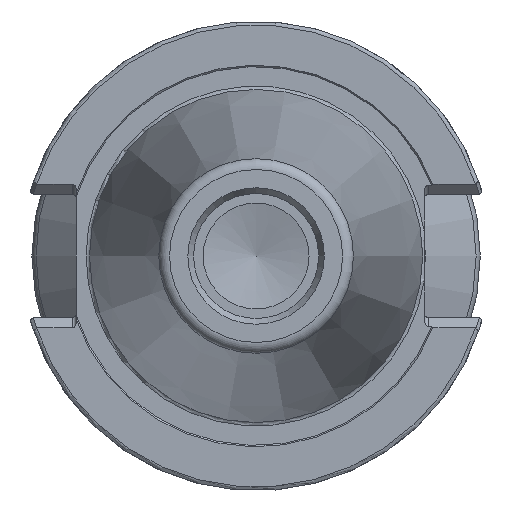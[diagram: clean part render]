
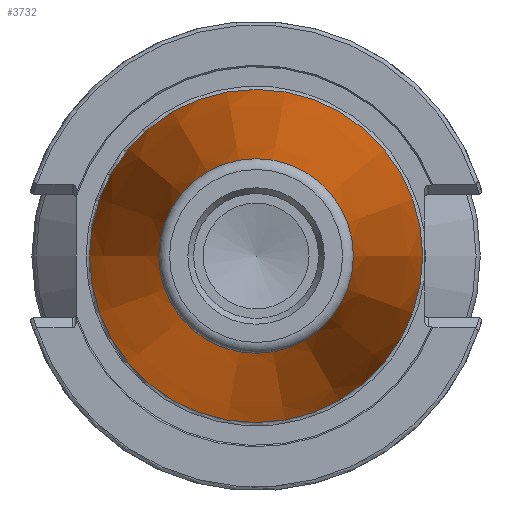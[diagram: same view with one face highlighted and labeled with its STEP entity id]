
A CAD part, left-side view. The second image highlights one B-rep face of the part: STEP entity #3732.
In plain terms, the highlighted conical face has half-angle 8.297 degrees and reference radius 34.925 mm.
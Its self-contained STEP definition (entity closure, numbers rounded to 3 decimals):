
#431 = FACE_OUTER_BOUND ( 'NONE', #3410, .T. ) ;
#483 = EDGE_LOOP ( 'NONE', ( #2338 ) ) ;
#659 = DIRECTION ( 'NONE',  ( 0., 1., 0. ) ) ;
#714 = AXIS2_PLACEMENT_3D ( 'NONE', #3039, #1807, #3338 ) ;
#1074 = CIRCLE ( 'NONE', #3473, 20.395 ) ;
#1149 = EDGE_CURVE ( 'NONE', #1408, #1408, #3211, .T. ) ;
#1272 = DIRECTION ( 'NONE',  ( 1., 0., 0. ) ) ;
#1334 = EDGE_CURVE ( 'NONE', #2111, #2111, #1074, .T. ) ;
#1358 = CONICAL_SURFACE ( 'NONE', #2275, 34.925, 0.145 ) ;
#1408 = VERTEX_POINT ( 'NONE', #2045 ) ;
#1616 = DIRECTION ( 'NONE',  ( 0., 1., 0. ) ) ;
#1724 = CARTESIAN_POINT ( 'NONE',  ( 1.968, 20.395, 0. ) ) ;
#1807 = DIRECTION ( 'NONE',  ( 1., 0., 0. ) ) ;
#2026 = FACE_BOUND ( 'NONE', #483, .T. ) ;
#2045 = CARTESIAN_POINT ( 'NONE',  ( 101.6, 34.925, 0. ) ) ;
#2111 = VERTEX_POINT ( 'NONE', #1724 ) ;
#2170 = CARTESIAN_POINT ( 'NONE',  ( 1.968, 0., 0. ) ) ;
#2275 = AXIS2_PLACEMENT_3D ( 'NONE', #3632, #3621, #659 ) ;
#2338 = ORIENTED_EDGE ( 'NONE', *, *, #1334, .T. ) ;
#3039 = CARTESIAN_POINT ( 'NONE',  ( 101.6, 0., 0. ) ) ;
#3125 = ORIENTED_EDGE ( 'NONE', *, *, #1149, .F. ) ;
#3211 = CIRCLE ( 'NONE', #714, 34.925 ) ;
#3338 = DIRECTION ( 'NONE',  ( 0., 1., 0. ) ) ;
#3410 = EDGE_LOOP ( 'NONE', ( #3125 ) ) ;
#3473 = AXIS2_PLACEMENT_3D ( 'NONE', #2170, #1272, #1616 ) ;
#3621 = DIRECTION ( 'NONE',  ( 1., 0., 0. ) ) ;
#3632 = CARTESIAN_POINT ( 'NONE',  ( 101.6, 0., 0. ) ) ;
#3732 = ADVANCED_FACE ( 'NONE', ( #2026, #431 ), #1358, .T. ) ;
